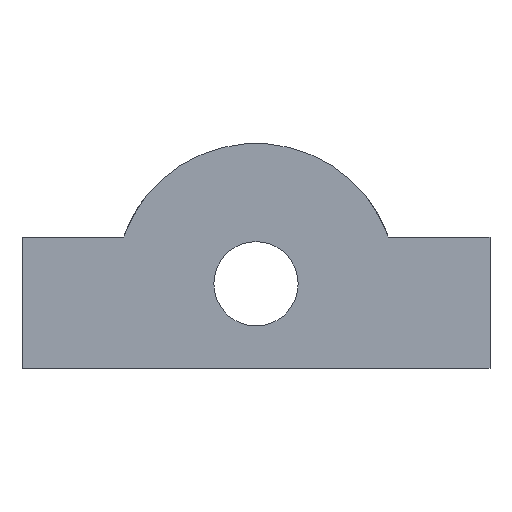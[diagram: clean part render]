
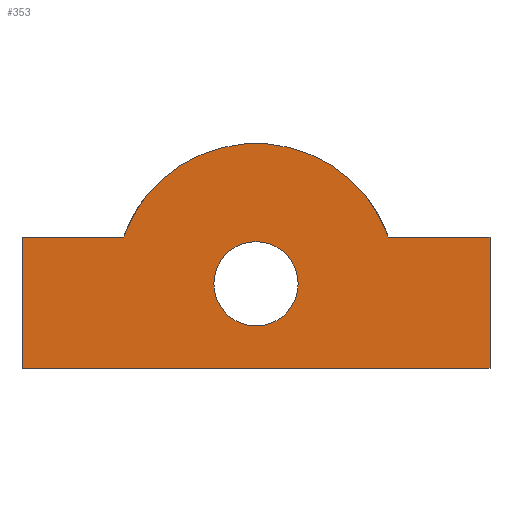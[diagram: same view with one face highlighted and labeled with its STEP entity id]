
A CAD part, front view. The second image highlights one B-rep face of the part: STEP entity #353.
In plain terms, the highlighted planar face has unit normal (0, -1, 0).
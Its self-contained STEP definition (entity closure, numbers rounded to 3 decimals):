
#26=FACE_BOUND('',#70,.T.);
#34=PLANE('',#398);
#49=FACE_OUTER_BOUND('',#69,.T.);
#69=EDGE_LOOP('',(#325,#326,#327,#328,#329,#330));
#70=EDGE_LOOP('',(#331));
#86=LINE('',#659,#115);
#93=LINE('',#675,#122);
#96=LINE('',#679,#125);
#97=LINE('',#682,#126);
#99=LINE('',#685,#128);
#115=VECTOR('',#460,10.);
#122=VECTOR('',#477,10.);
#125=VECTOR('',#482,10.);
#126=VECTOR('',#485,10.);
#128=VECTOR('',#489,10.);
#143=CIRCLE('',#391,15.);
#144=CIRCLE('',#393,4.5);
#172=VERTEX_POINT('',#656);
#173=VERTEX_POINT('',#658);
#174=VERTEX_POINT('',#664);
#175=VERTEX_POINT('',#669);
#176=VERTEX_POINT('',#673);
#177=VERTEX_POINT('',#674);
#178=VERTEX_POINT('',#681);
#214=EDGE_CURVE('',#172,#173,#86,.T.);
#218=EDGE_CURVE('',#173,#174,#143,.T.);
#222=EDGE_CURVE('',#175,#175,#144,.T.);
#223=EDGE_CURVE('',#176,#177,#93,.T.);
#226=EDGE_CURVE('',#174,#176,#96,.T.);
#227=EDGE_CURVE('',#178,#172,#97,.T.);
#229=EDGE_CURVE('',#177,#178,#99,.T.);
#325=ORIENTED_EDGE('',*,*,#229,.F.);
#326=ORIENTED_EDGE('',*,*,#223,.F.);
#327=ORIENTED_EDGE('',*,*,#226,.F.);
#328=ORIENTED_EDGE('',*,*,#218,.F.);
#329=ORIENTED_EDGE('',*,*,#214,.F.);
#330=ORIENTED_EDGE('',*,*,#227,.F.);
#331=ORIENTED_EDGE('',*,*,#222,.F.);
#353=ADVANCED_FACE('',(#49,#26),#34,.F.);
#391=AXIS2_PLACEMENT_3D('',#665,#466,#467);
#393=AXIS2_PLACEMENT_3D('',#671,#473,#474);
#398=AXIS2_PLACEMENT_3D('',#686,#490,#491);
#460=DIRECTION('',(1.,0.,0.));
#466=DIRECTION('center_axis',(0.,1.,0.));
#467=DIRECTION('ref_axis',(1.,0.,0.));
#473=DIRECTION('center_axis',(0.,-1.,0.));
#474=DIRECTION('ref_axis',(1.,0.,0.));
#477=DIRECTION('',(0.,0.,-1.));
#482=DIRECTION('',(1.,0.,0.));
#485=DIRECTION('',(0.,0.,1.));
#489=DIRECTION('',(-1.,0.,0.));
#490=DIRECTION('center_axis',(0.,1.,0.));
#491=DIRECTION('ref_axis',(1.,0.,0.));
#656=CARTESIAN_POINT('',(-25.,0.,5.));
#658=CARTESIAN_POINT('',(-14.142,0.,5.));
#659=CARTESIAN_POINT('',(-25.,0.,5.));
#664=CARTESIAN_POINT('',(14.142,0.,5.));
#665=CARTESIAN_POINT('Origin',(0.,0.,0.));
#669=CARTESIAN_POINT('',(-4.5,0.,0.));
#671=CARTESIAN_POINT('Origin',(0.,0.,0.));
#673=CARTESIAN_POINT('',(25.,0.,5.));
#674=CARTESIAN_POINT('',(25.,0.,-9.));
#675=CARTESIAN_POINT('',(25.,0.,5.));
#679=CARTESIAN_POINT('',(-25.,0.,5.));
#681=CARTESIAN_POINT('',(-25.,0.,-9.));
#682=CARTESIAN_POINT('',(-25.,0.,-9.));
#685=CARTESIAN_POINT('',(25.,0.,-9.));
#686=CARTESIAN_POINT('Origin',(0.,0.,3.));
